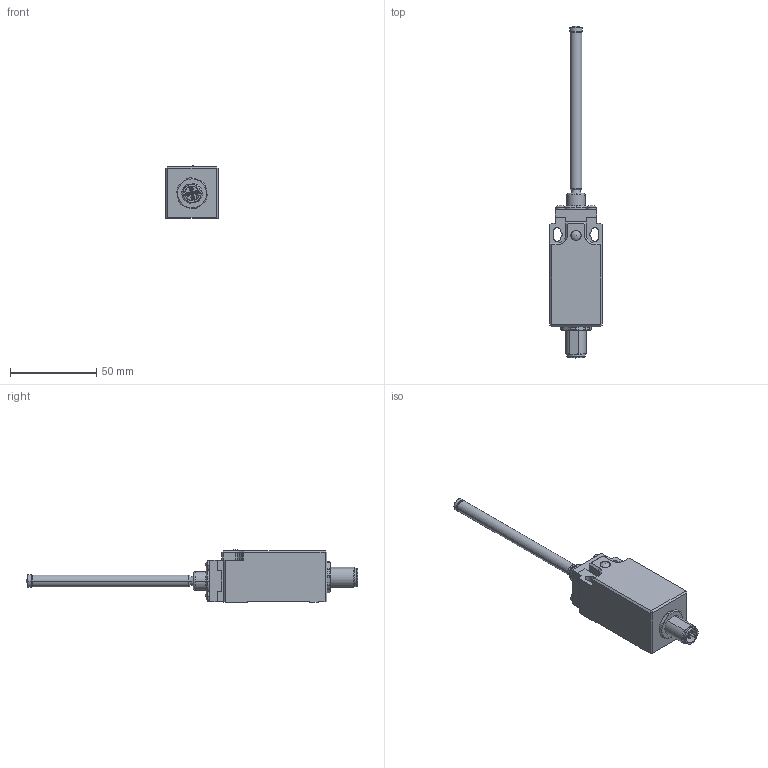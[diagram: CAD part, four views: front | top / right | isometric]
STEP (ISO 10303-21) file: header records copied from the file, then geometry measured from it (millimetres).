
FILE_DESCRIPTION (( 'STEP AP214' ), '1' );
FILE_NAME ('AAP7T93Z11.step', '2019-09-05T21:13:15', ( '' ), ( '' ), 'SwSTEP 2.0', 'SolidWorks 2018', '' );
FILE_SCHEMA (( 'AUTOMOTIVE_DESIGN' ));
Length unit declared in the file: inch
Products named in the file (1): AAP7T93Z11
Bounding box: 30.3 x 192.5 x 30.6 mm (x, y, z)
Volume: 62881.2 mm3; surface area: 17398.4 mm2
Topology: 4 solids, 4 shells, 281 faces, 668 edges, 424 vertices
Faces by surface type: plane 123, cylinder 97, cone 28, torus 24, sphere 9
Entity records: 11956 total; most frequent: CARTESIAN_POINT 1555, DIRECTION 1488, ORIENTED_EDGE 1328, EDGE_CURVE 664, AXIS2_PLACEMENT_3D 568, VERTEX_POINT 423, LINE 352, VECTOR 352
